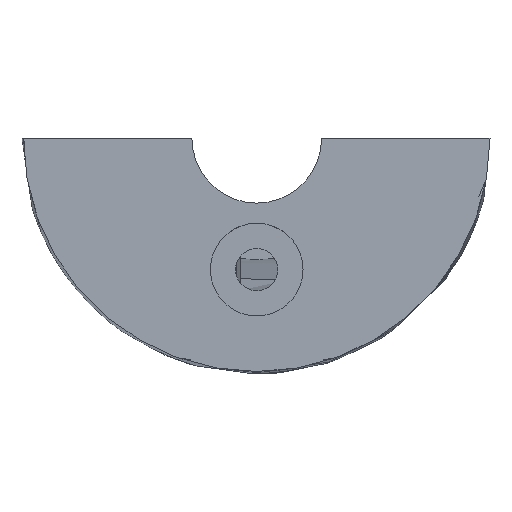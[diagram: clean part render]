
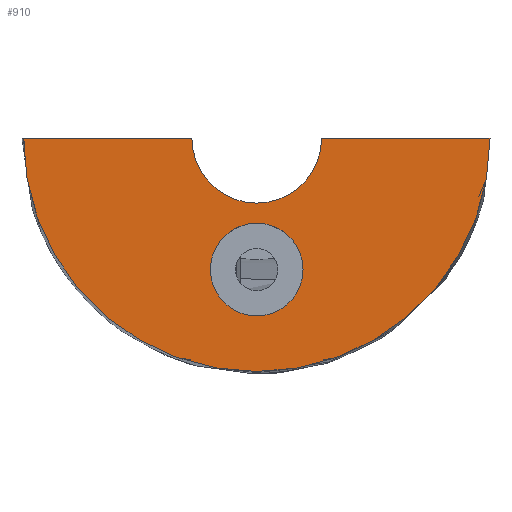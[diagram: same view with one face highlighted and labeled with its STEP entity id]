
A CAD part, top view. The second image highlights one B-rep face of the part: STEP entity #910.
In plain terms, the highlighted planar face has unit normal (0, 0, 1).
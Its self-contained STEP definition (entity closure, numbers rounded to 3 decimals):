
#40=PLANE('',#987);
#53=FACE_BOUND('',#166,.T.);
#59=CIRCLE('',#939,15.1);
#68=CIRCLE('',#977,3.);
#72=CIRCLE('',#984,4.2);
#113=FACE_OUTER_BOUND('',#165,.T.);
#165=EDGE_LOOP('',(#782,#783,#784,#785));
#166=EDGE_LOOP('',(#786));
#189=LINE('',#1553,#267);
#244=LINE('',#1888,#322);
#267=VECTOR('',#1020,10.);
#322=VECTOR('',#1127,10.);
#384=VERTEX_POINT('',#1456);
#385=VERTEX_POINT('',#1465);
#394=VERTEX_POINT('',#1552);
#448=VERTEX_POINT('',#1886);
#449=VERTEX_POINT('',#1920);
#476=EDGE_CURVE('',#385,#384,#59,.T.);
#487=EDGE_CURVE('',#385,#394,#189,.T.);
#562=EDGE_CURVE('',#448,#384,#244,.T.);
#568=EDGE_CURVE('',#449,#449,#68,.T.);
#574=EDGE_CURVE('',#448,#394,#72,.T.);
#782=ORIENTED_EDGE('',*,*,#574,.T.);
#783=ORIENTED_EDGE('',*,*,#487,.F.);
#784=ORIENTED_EDGE('',*,*,#476,.T.);
#785=ORIENTED_EDGE('',*,*,#562,.F.);
#786=ORIENTED_EDGE('',*,*,#568,.T.);
#910=ADVANCED_FACE('',(#113,#53),#40,.T.);
#939=AXIS2_PLACEMENT_3D('',#1466,#1008,#1009);
#977=AXIS2_PLACEMENT_3D('',#1921,#1146,#1147);
#984=AXIS2_PLACEMENT_3D('',#1933,#1162,#1163);
#987=AXIS2_PLACEMENT_3D('',#1936,#1168,#1169);
#1008=DIRECTION('center_axis',(0.,0.,
1.));
#1009=DIRECTION('ref_axis',(-1.,0.,0.));
#1020=DIRECTION('',(1.,0.,0.));
#1127=DIRECTION('',(1.,0.,0.));
#1146=DIRECTION('center_axis',(0.,0.,
-1.));
#1147=DIRECTION('ref_axis',(-1.,0.,0.));
#1162=DIRECTION('center_axis',(0.,0.,
-1.));
#1163=DIRECTION('ref_axis',(-1.,0.,0.));
#1168=DIRECTION('center_axis',(0.,0.,
1.));
#1169=DIRECTION('ref_axis',(1.,0.,0.));
#1456=CARTESIAN_POINT('',(15.1,0.,22.2));
#1465=CARTESIAN_POINT('',(-15.1,0.,22.2));
#1466=CARTESIAN_POINT('Origin',(0.,0.,
22.2));
#1552=CARTESIAN_POINT('',(-4.2,0.,22.2));
#1553=CARTESIAN_POINT('',(0.008,0.,22.2));
#1886=CARTESIAN_POINT('',(4.2,0.,22.2));
#1888=CARTESIAN_POINT('',(0.008,0.,22.2));
#1920=CARTESIAN_POINT('',(3.,-8.5,22.2));
#1921=CARTESIAN_POINT('Origin',(0.,-8.5,
22.2));
#1933=CARTESIAN_POINT('Origin',(0.,0.,
22.2));
#1936=CARTESIAN_POINT('Origin',(0.,0.,
22.2));
